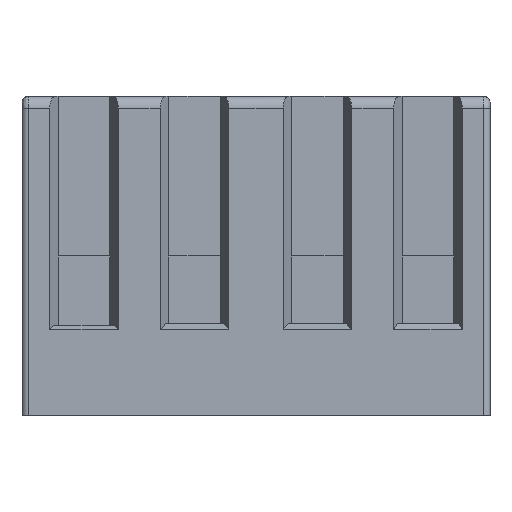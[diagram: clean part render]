
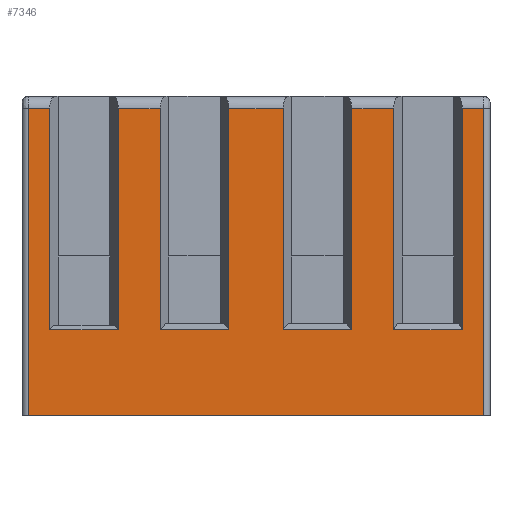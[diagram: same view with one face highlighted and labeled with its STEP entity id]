
A CAD part, front view. The second image highlights one B-rep face of the part: STEP entity #7346.
In plain terms, the highlighted planar face has unit normal (0, -1, 0).
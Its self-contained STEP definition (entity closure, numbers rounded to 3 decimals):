
#387=LINE('',#11303,#1133);
#493=LINE('',#11541,#1239);
#497=LINE('',#11550,#1243);
#502=LINE('',#11560,#1248);
#511=LINE('',#11581,#1257);
#531=LINE('',#11662,#1277);
#534=LINE('',#11667,#1280);
#547=LINE('',#11793,#1293);
#552=LINE('',#11804,#1298);
#553=LINE('',#11810,#1299);
#566=LINE('',#11835,#1312);
#568=LINE('',#11839,#1314);
#573=LINE('',#11876,#1319);
#697=LINE('',#12164,#1443);
#698=LINE('',#12168,#1444);
#701=LINE('',#12191,#1447);
#702=LINE('',#12192,#1448);
#703=LINE('',#12193,#1449);
#704=LINE('',#12194,#1450);
#705=LINE('',#12195,#1451);
#1133=VECTOR('',#9195,1.);
#1239=VECTOR('',#9385,1.);
#1243=VECTOR('',#9391,1.);
#1248=VECTOR('',#9400,1.);
#1257=VECTOR('',#9415,1.);
#1277=VECTOR('',#9499,1.);
#1280=VECTOR('',#9504,1.);
#1293=VECTOR('',#9557,1.);
#1298=VECTOR('',#9564,1.);
#1299=VECTOR('',#9571,1.);
#1312=VECTOR('',#9592,1.);
#1314=VECTOR('',#9596,1.);
#1319=VECTOR('',#9617,1.);
#1443=VECTOR('',#9871,1.);
#1444=VECTOR('',#9876,1.);
#1447=VECTOR('',#9895,1.);
#1448=VECTOR('',#9896,1.);
#1449=VECTOR('',#9897,1.);
#1450=VECTOR('',#9898,1.);
#1451=VECTOR('',#9899,1.);
#1818=PLANE('',#8019);
#2329=FACE_OUTER_BOUND('',#2825,.T.);
#2825=EDGE_LOOP('',(#6361,#6362,#6363,#6364,#6365,#6366,#6367,#6368,#6369,
#6370,#6371,#6372,#6373,#6374,#6375,#6376,#6377,#6378,#6379,#6380));
#3557=VERTEX_POINT('',#11300);
#3558=VERTEX_POINT('',#11302);
#3646=VERTEX_POINT('',#11537);
#3648=VERTEX_POINT('',#11540);
#3650=VERTEX_POINT('',#11546);
#3652=VERTEX_POINT('',#11549);
#3655=VERTEX_POINT('',#11559);
#3660=VERTEX_POINT('',#11571);
#3693=VERTEX_POINT('',#11660);
#3694=VERTEX_POINT('',#11666);
#3712=VERTEX_POINT('',#11787);
#3714=VERTEX_POINT('',#11791);
#3719=VERTEX_POINT('',#11803);
#3721=VERTEX_POINT('',#11808);
#3729=VERTEX_POINT('',#11834);
#3730=VERTEX_POINT('',#11838);
#3733=VERTEX_POINT('',#11855);
#3735=VERTEX_POINT('',#11869);
#3826=VERTEX_POINT('',#12163);
#3827=VERTEX_POINT('',#12167);
#4375=EDGE_CURVE('',#3558,#3557,#387,.T.);
#4490=EDGE_CURVE('',#3648,#3646,#493,.T.);
#4494=EDGE_CURVE('',#3652,#3650,#497,.T.);
#4499=EDGE_CURVE('',#3650,#3655,#502,.T.);
#4510=EDGE_CURVE('',#3652,#3660,#511,.T.);
#4547=EDGE_CURVE('',#3646,#3693,#531,.T.);
#4550=EDGE_CURVE('',#3648,#3694,#534,.T.);
#4577=EDGE_CURVE('',#3712,#3714,#547,.T.);
#4582=EDGE_CURVE('',#3712,#3719,#552,.T.);
#4585=EDGE_CURVE('',#3714,#3721,#553,.T.);
#4598=EDGE_CURVE('',#3729,#3558,#566,.T.);
#4600=EDGE_CURVE('',#3729,#3730,#568,.T.);
#4612=EDGE_CURVE('',#3557,#3735,#573,.T.);
#4754=EDGE_CURVE('',#3826,#3733,#697,.T.);
#4756=EDGE_CURVE('',#3735,#3827,#698,.T.);
#4764=EDGE_CURVE('',#3693,#3660,#701,.T.);
#4765=EDGE_CURVE('',#3655,#3719,#702,.T.);
#4766=EDGE_CURVE('',#3721,#3730,#703,.T.);
#4767=EDGE_CURVE('',#3827,#3826,#704,.T.);
#4768=EDGE_CURVE('',#3733,#3694,#705,.T.);
#6361=ORIENTED_EDGE('',*,*,#4550,.F.);
#6362=ORIENTED_EDGE('',*,*,#4490,.T.);
#6363=ORIENTED_EDGE('',*,*,#4547,.T.);
#6364=ORIENTED_EDGE('',*,*,#4764,.T.);
#6365=ORIENTED_EDGE('',*,*,#4510,.F.);
#6366=ORIENTED_EDGE('',*,*,#4494,.T.);
#6367=ORIENTED_EDGE('',*,*,#4499,.T.);
#6368=ORIENTED_EDGE('',*,*,#4765,.T.);
#6369=ORIENTED_EDGE('',*,*,#4582,.F.);
#6370=ORIENTED_EDGE('',*,*,#4577,.T.);
#6371=ORIENTED_EDGE('',*,*,#4585,.T.);
#6372=ORIENTED_EDGE('',*,*,#4766,.T.);
#6373=ORIENTED_EDGE('',*,*,#4600,.F.);
#6374=ORIENTED_EDGE('',*,*,#4598,.T.);
#6375=ORIENTED_EDGE('',*,*,#4375,.T.);
#6376=ORIENTED_EDGE('',*,*,#4612,.T.);
#6377=ORIENTED_EDGE('',*,*,#4756,.T.);
#6378=ORIENTED_EDGE('',*,*,#4767,.T.);
#6379=ORIENTED_EDGE('',*,*,#4754,.T.);
#6380=ORIENTED_EDGE('',*,*,#4768,.T.);
#7346=ADVANCED_FACE('',(#2329),#1818,.T.);
#8019=AXIS2_PLACEMENT_3D('',#12190,#9893,#9894);
#9195=DIRECTION('',(0.,0.,1.));
#9385=DIRECTION('',(-1.,0.,0.));
#9391=DIRECTION('',(-1.,0.,0.));
#9400=DIRECTION('',(0.,0.,1.));
#9415=DIRECTION('',(0.,0.,1.));
#9499=DIRECTION('',(0.,0.,1.));
#9504=DIRECTION('',(0.,0.,1.));
#9557=DIRECTION('',(-1.,0.,0.));
#9564=DIRECTION('',(0.,0.,1.));
#9571=DIRECTION('',(0.,0.,1.));
#9592=DIRECTION('',(-1.,0.,0.));
#9596=DIRECTION('',(0.,0.,1.));
#9617=DIRECTION('',(-1.,0.,0.));
#9871=DIRECTION('',(0.,0.,1.));
#9876=DIRECTION('',(0.,0.,-1.));
#9893=DIRECTION('center_axis',(0.,-1.,0.));
#9894=DIRECTION('ref_axis',(0.,0.,
-1.));
#9895=DIRECTION('',(-1.,0.,0.));
#9896=DIRECTION('',(-1.,0.,0.));
#9897=DIRECTION('',(-1.,0.,0.));
#9898=DIRECTION('',(1.,0.,0.));
#9899=DIRECTION('',(-1.,0.,0.));
#11300=CARTESIAN_POINT('',(2.25,-30.05,25.));
#11302=CARTESIAN_POINT('',(2.25,-30.05,7.));
#11303=CARTESIAN_POINT('',(2.25,-30.05,7.5));
#11537=CARTESIAN_POINT('',(30.25,-30.05,7.));
#11540=CARTESIAN_POINT('',(35.85,-30.05,7.));
#11541=CARTESIAN_POINT('',(30.25,-30.05,7.));
#11546=CARTESIAN_POINT('',(21.25,-30.05,7.));
#11549=CARTESIAN_POINT('',(26.85,-30.05,7.));
#11550=CARTESIAN_POINT('',(21.25,-30.05,7.));
#11559=CARTESIAN_POINT('',(21.25,-30.05,25.));
#11560=CARTESIAN_POINT('',(21.25,-30.05,7.5));
#11571=CARTESIAN_POINT('',(26.85,-30.05,25.));
#11581=CARTESIAN_POINT('',(26.85,-30.05,7.5));
#11660=CARTESIAN_POINT('',(30.25,-30.05,25.));
#11662=CARTESIAN_POINT('',(30.25,-30.05,7.5));
#11666=CARTESIAN_POINT('',(35.85,-30.05,25.));
#11667=CARTESIAN_POINT('',(35.85,-30.05,7.5));
#11787=CARTESIAN_POINT('',(16.85,-30.05,7.));
#11791=CARTESIAN_POINT('',(11.25,-30.05,7.));
#11793=CARTESIAN_POINT('',(11.25,-30.05,7.));
#11803=CARTESIAN_POINT('',(16.85,-30.05,25.));
#11804=CARTESIAN_POINT('',(16.85,-30.05,7.5));
#11808=CARTESIAN_POINT('',(11.25,-30.05,25.));
#11810=CARTESIAN_POINT('',(11.25,-30.05,7.5));
#11834=CARTESIAN_POINT('',(7.85,-30.05,7.));
#11835=CARTESIAN_POINT('',(2.25,-30.05,7.));
#11838=CARTESIAN_POINT('',(7.85,-30.05,25.));
#11839=CARTESIAN_POINT('',(7.85,-30.05,7.5));
#11855=CARTESIAN_POINT('',(37.6,-30.05,25.));
#11869=CARTESIAN_POINT('',(0.5,-30.05,25.));
#11876=CARTESIAN_POINT('',(19.05,-30.05,25.));
#12163=CARTESIAN_POINT('',(37.6,-30.05,0.));
#12164=CARTESIAN_POINT('',(37.6,-30.05,26.));
#12167=CARTESIAN_POINT('',(0.5,-30.05,0.));
#12168=CARTESIAN_POINT('',(0.5,-30.05,26.));
#12190=CARTESIAN_POINT('Origin',(19.05,-30.05,26.));
#12191=CARTESIAN_POINT('',(19.05,-30.05,25.));
#12192=CARTESIAN_POINT('',(19.05,-30.05,25.));
#12193=CARTESIAN_POINT('',(19.05,-30.05,25.));
#12194=CARTESIAN_POINT('',(19.05,-30.05,0.));
#12195=CARTESIAN_POINT('',(19.05,-30.05,25.));
